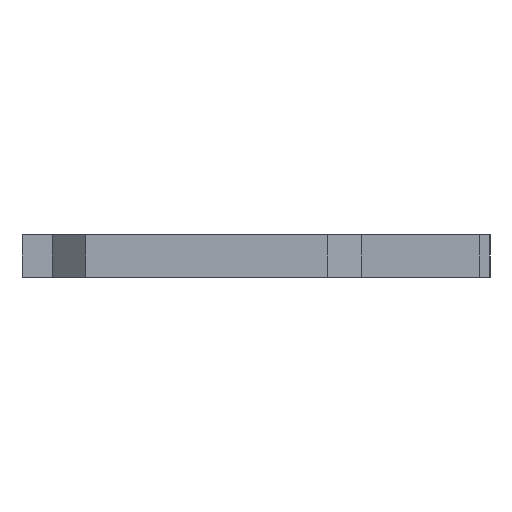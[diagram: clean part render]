
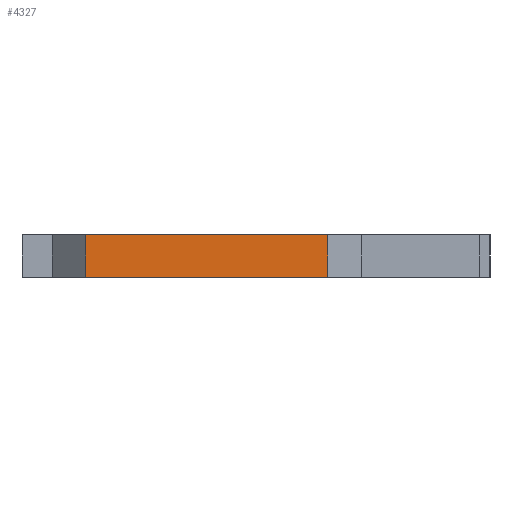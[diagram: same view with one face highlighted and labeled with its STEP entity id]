
A CAD part, front view. The second image highlights one B-rep face of the part: STEP entity #4327.
In plain terms, the highlighted planar face has unit normal (0, -1, 0).
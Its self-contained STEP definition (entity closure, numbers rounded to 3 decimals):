
#83 = PLANE('',#84);
#84 = AXIS2_PLACEMENT_3D('',#85,#86,#87);
#85 = CARTESIAN_POINT('',(148.462,-104.93,1.6));
#86 = DIRECTION('',(-0.,-0.,-1.));
#87 = DIRECTION('',(-1.,0.,0.));
#137 = PLANE('',#138);
#138 = AXIS2_PLACEMENT_3D('',#139,#140,#141);
#139 = CARTESIAN_POINT('',(148.462,-104.93,0.));
#140 = DIRECTION('',(-0.,-0.,-1.));
#141 = DIRECTION('',(-1.,0.,0.));
#406 = VERTEX_POINT('',#407);
#407 = CARTESIAN_POINT('',(151.232,-123.673,0.));
#421 = PLANE('',#422);
#422 = AXIS2_PLACEMENT_3D('',#423,#424,#425);
#423 = CARTESIAN_POINT('',(152.502,-122.403,0.));
#424 = DIRECTION('',(0.707,-0.707,0.));
#425 = DIRECTION('',(-0.707,-0.707,0.));
#433 = EDGE_CURVE('',#406,#434,#436,.T.);
#434 = VERTEX_POINT('',#435);
#435 = CARTESIAN_POINT('',(142.024,-123.673,0.));
#436 = SURFACE_CURVE('',#437,(#441,#448),.PCURVE_S1.);
#437 = LINE('',#438,#439);
#438 = CARTESIAN_POINT('',(151.232,-123.673,0.));
#439 = VECTOR('',#440,1.);
#440 = DIRECTION('',(-1.,0.,0.));
#441 = PCURVE('',#137,#442);
#442 = DEFINITIONAL_REPRESENTATION('',(#443),#447);
#443 = LINE('',#444,#445);
#444 = CARTESIAN_POINT('',(-2.769,-18.743));
#445 = VECTOR('',#446,1.);
#446 = DIRECTION('',(1.,0.));
#447 = ( GEOMETRIC_REPRESENTATION_CONTEXT(2) 
PARAMETRIC_REPRESENTATION_CONTEXT() REPRESENTATION_CONTEXT('2D SPACE',''
  ) );
#448 = PCURVE('',#449,#454);
#449 = PLANE('',#450);
#450 = AXIS2_PLACEMENT_3D('',#451,#452,#453);
#451 = CARTESIAN_POINT('',(151.232,-123.673,0.));
#452 = DIRECTION('',(0.,-1.,0.));
#453 = DIRECTION('',(-1.,0.,0.));
#454 = DEFINITIONAL_REPRESENTATION('',(#455),#459);
#455 = LINE('',#456,#457);
#456 = CARTESIAN_POINT('',(0.,-0.));
#457 = VECTOR('',#458,1.);
#458 = DIRECTION('',(1.,0.));
#459 = ( GEOMETRIC_REPRESENTATION_CONTEXT(2) 
PARAMETRIC_REPRESENTATION_CONTEXT() REPRESENTATION_CONTEXT('2D SPACE',''
  ) );
#477 = PLANE('',#478);
#478 = AXIS2_PLACEMENT_3D('',#479,#480,#481);
#479 = CARTESIAN_POINT('',(142.024,-123.673,0.));
#480 = DIRECTION('',(-0.707,-0.707,0.));
#481 = DIRECTION('',(-0.707,0.707,0.));
#2471 = VERTEX_POINT('',#2472);
#2472 = CARTESIAN_POINT('',(151.232,-123.673,1.6));
#2493 = EDGE_CURVE('',#2471,#2494,#2496,.T.);
#2494 = VERTEX_POINT('',#2495);
#2495 = CARTESIAN_POINT('',(142.024,-123.673,1.6));
#2496 = SURFACE_CURVE('',#2497,(#2501,#2508),.PCURVE_S1.);
#2497 = LINE('',#2498,#2499);
#2498 = CARTESIAN_POINT('',(151.232,-123.673,1.6));
#2499 = VECTOR('',#2500,1.);
#2500 = DIRECTION('',(-1.,0.,0.));
#2501 = PCURVE('',#83,#2502);
#2502 = DEFINITIONAL_REPRESENTATION('',(#2503),#2507);
#2503 = LINE('',#2504,#2505);
#2504 = CARTESIAN_POINT('',(-2.769,-18.743));
#2505 = VECTOR('',#2506,1.);
#2506 = DIRECTION('',(1.,0.));
#2507 = ( GEOMETRIC_REPRESENTATION_CONTEXT(2) 
PARAMETRIC_REPRESENTATION_CONTEXT() REPRESENTATION_CONTEXT('2D SPACE',''
  ) );
#2508 = PCURVE('',#449,#2509);
#2509 = DEFINITIONAL_REPRESENTATION('',(#2510),#2514);
#2510 = LINE('',#2511,#2512);
#2511 = CARTESIAN_POINT('',(0.,-1.6));
#2512 = VECTOR('',#2513,1.);
#2513 = DIRECTION('',(1.,0.));
#2514 = ( GEOMETRIC_REPRESENTATION_CONTEXT(2) 
PARAMETRIC_REPRESENTATION_CONTEXT() REPRESENTATION_CONTEXT('2D SPACE',''
  ) );
#4277 = EDGE_CURVE('',#434,#2494,#4278,.T.);
#4278 = SURFACE_CURVE('',#4279,(#4283,#4290),.PCURVE_S1.);
#4279 = LINE('',#4280,#4281);
#4280 = CARTESIAN_POINT('',(142.024,-123.673,0.));
#4281 = VECTOR('',#4282,1.);
#4282 = DIRECTION('',(0.,0.,1.));
#4283 = PCURVE('',#477,#4284);
#4284 = DEFINITIONAL_REPRESENTATION('',(#4285),#4289);
#4285 = LINE('',#4286,#4287);
#4286 = CARTESIAN_POINT('',(0.,0.));
#4287 = VECTOR('',#4288,1.);
#4288 = DIRECTION('',(0.,-1.));
#4289 = ( GEOMETRIC_REPRESENTATION_CONTEXT(2) 
PARAMETRIC_REPRESENTATION_CONTEXT() REPRESENTATION_CONTEXT('2D SPACE',''
  ) );
#4290 = PCURVE('',#449,#4291);
#4291 = DEFINITIONAL_REPRESENTATION('',(#4292),#4296);
#4292 = LINE('',#4293,#4294);
#4293 = CARTESIAN_POINT('',(9.208,0.));
#4294 = VECTOR('',#4295,1.);
#4295 = DIRECTION('',(0.,-1.));
#4296 = ( GEOMETRIC_REPRESENTATION_CONTEXT(2) 
PARAMETRIC_REPRESENTATION_CONTEXT() REPRESENTATION_CONTEXT('2D SPACE',''
  ) );
#4327 = ADVANCED_FACE('',(#4328),#449,.T.);
#4328 = FACE_BOUND('',#4329,.T.);
#4329 = EDGE_LOOP('',(#4330,#4351,#4352,#4353));
#4330 = ORIENTED_EDGE('',*,*,#4331,.T.);
#4331 = EDGE_CURVE('',#406,#2471,#4332,.T.);
#4332 = SURFACE_CURVE('',#4333,(#4337,#4344),.PCURVE_S1.);
#4333 = LINE('',#4334,#4335);
#4334 = CARTESIAN_POINT('',(151.232,-123.673,0.));
#4335 = VECTOR('',#4336,1.);
#4336 = DIRECTION('',(0.,0.,1.));
#4337 = PCURVE('',#449,#4338);
#4338 = DEFINITIONAL_REPRESENTATION('',(#4339),#4343);
#4339 = LINE('',#4340,#4341);
#4340 = CARTESIAN_POINT('',(0.,-0.));
#4341 = VECTOR('',#4342,1.);
#4342 = DIRECTION('',(0.,-1.));
#4343 = ( GEOMETRIC_REPRESENTATION_CONTEXT(2) 
PARAMETRIC_REPRESENTATION_CONTEXT() REPRESENTATION_CONTEXT('2D SPACE',''
  ) );
#4344 = PCURVE('',#421,#4345);
#4345 = DEFINITIONAL_REPRESENTATION('',(#4346),#4350);
#4346 = LINE('',#4347,#4348);
#4347 = CARTESIAN_POINT('',(1.796,0.));
#4348 = VECTOR('',#4349,1.);
#4349 = DIRECTION('',(0.,-1.));
#4350 = ( GEOMETRIC_REPRESENTATION_CONTEXT(2) 
PARAMETRIC_REPRESENTATION_CONTEXT() REPRESENTATION_CONTEXT('2D SPACE',''
  ) );
#4351 = ORIENTED_EDGE('',*,*,#2493,.T.);
#4352 = ORIENTED_EDGE('',*,*,#4277,.F.);
#4353 = ORIENTED_EDGE('',*,*,#433,.F.);
